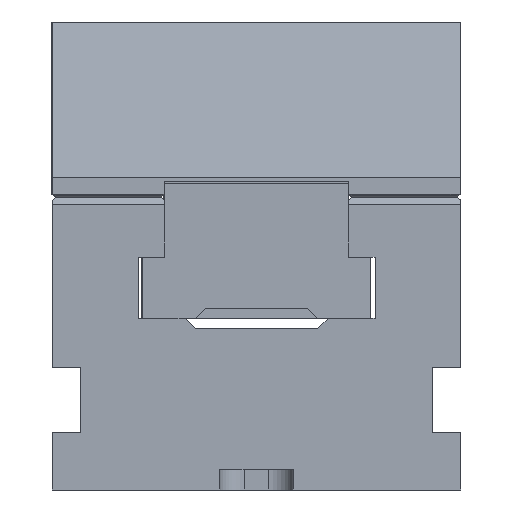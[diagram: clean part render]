
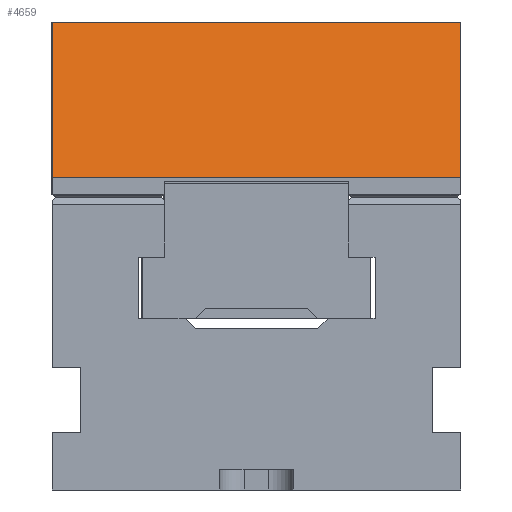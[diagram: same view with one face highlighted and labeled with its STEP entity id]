
A CAD part, front view. The second image highlights one B-rep face of the part: STEP entity #4659.
In plain terms, the highlighted face is planar.
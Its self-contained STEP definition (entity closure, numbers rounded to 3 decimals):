
#4659 = ADVANCED_FACE( '', ( #10043 ), #10044, .F. );
#10043 = FACE_OUTER_BOUND( '', #16178, .T. );
#10044 = PLANE( '', #16179 );
#16178 = EDGE_LOOP( '', ( #30706, #30707, #30708, #30709 ) );
#16179 = AXIS2_PLACEMENT_3D( '', #30710, #30711, #30712 );
#30706 = ORIENTED_EDGE( '', *, *, #42823, .T. );
#30707 = ORIENTED_EDGE( '', *, *, #41849, .F. );
#30708 = ORIENTED_EDGE( '', *, *, #42824, .F. );
#30709 = ORIENTED_EDGE( '', *, *, #41339, .T. );
#30710 = CARTESIAN_POINT( '', ( 50., 27.3, 43. ) );
#30711 = DIRECTION( '', ( 0., -0.966, -0.259 ) );
#30712 = DIRECTION( '', ( 0., 0.259, -0.966 ) );
#41339 = EDGE_CURVE( '', #51629, #51627, #51630, .T. );
#41849 = EDGE_CURVE( '', #52296, #52297, #52298, .T. );
#42823 = EDGE_CURVE( '', #51627, #52297, #53563, .T. );
#42824 = EDGE_CURVE( '', #51629, #52296, #53564, .T. );
#51627 = VERTEX_POINT( '', #66104 );
#51629 = VERTEX_POINT( '', #66107 );
#51630 = LINE( '', #66108, #66109 );
#52296 = VERTEX_POINT( '', #67065 );
#52297 = VERTEX_POINT( '', #67066 );
#52298 = LINE( '', #67067, #67068 );
#53563 = LINE( '', #69008, #69009 );
#53564 = LINE( '', #69010, #69011 );
#66104 = CARTESIAN_POINT( '', ( -50., 37.5, 4.933 ) );
#66107 = CARTESIAN_POINT( '', ( 50., 37.5, 4.933 ) );
#66108 = CARTESIAN_POINT( '', ( 50., 37.5, 4.933 ) );
#66109 = VECTOR( '', #74843, 1000. );
#67065 = CARTESIAN_POINT( '', ( 50., 27.3, 43. ) );
#67066 = CARTESIAN_POINT( '', ( -50., 27.3, 43. ) );
#67067 = CARTESIAN_POINT( '', ( 50., 27.3, 43. ) );
#67068 = VECTOR( '', #75245, 1000. );
#69008 = CARTESIAN_POINT( '', ( -50., 27.3, 43. ) );
#69009 = VECTOR( '', #75999, 1000. );
#69010 = CARTESIAN_POINT( '', ( 50., 27.3, 43. ) );
#69011 = VECTOR( '', #76000, 1000. );
#74843 = DIRECTION( '', ( -1., 0., 0. ) );
#75245 = DIRECTION( '', ( -1., 0., 0. ) );
#75999 = DIRECTION( '', ( 0., -0.259, 0.966 ) );
#76000 = DIRECTION( '', ( 0., -0.259, 0.966 ) );
